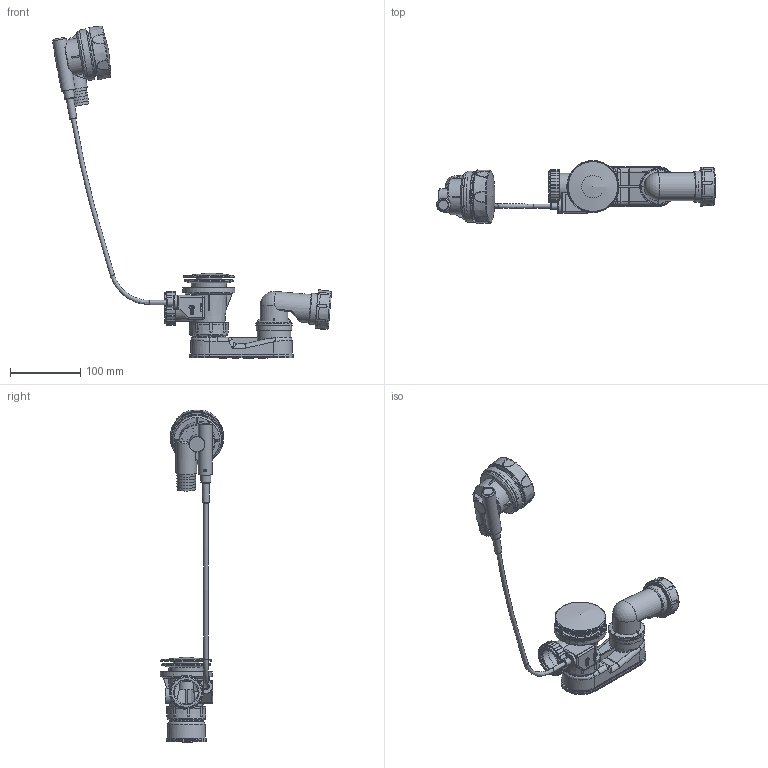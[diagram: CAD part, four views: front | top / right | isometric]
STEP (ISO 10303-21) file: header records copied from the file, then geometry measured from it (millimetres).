
FILE_DESCRIPTION(/* description */ ('Unknown'),/* implementation_level */ '2;1');
FILE_NAME(/* name */ 'P032',/* time_stamp */ '2022-12-13T08:05:37+01:00',/* author */ ('Unknown'),/* organization */ ('Unknown'),/* preprocessor_version */ 'ST-DEVELOPER v16.7',/* originating_system */ 'DEX',/* authorisation */ $);
FILE_SCHEMA (('AUTOMOTIVE_DESIGN {1 0 10303 214 3 1 1}'));
Length unit declared in the file: millimetre
Products named in the file (20): P032-00; P032-04; P032-12; P033-08; P032-01; P032-02; P032-002_oa_0; P032-06; P032-001_oa_1; 3; 14; cavetto; 2; 4; 1; P032-005_oa_2; 082366 - Tappo di chiusura sifone vasca PP_Ver. cliente; 082367 - Codolo curvo sifone vasca PP G1 1_2_Ver. Cliente; 080453 - Calotta 1 1_2; 082365 - Corpo sifone vasca PP vers. Calotta_Ver. Cliente
Assembly tree (20 placements, depth 3):
  P032-00
    P032-04
    P032-12
    P033-08
    P032-01
    P032-02
    P032-002_oa_0
      P032-06
    P032-001_oa_1
      3
      14
      cavetto
      2
      4
      1
    P032-005_oa_2
      082366 - Tappo di chiusura sifone vasca PP_Ver. cliente
      082367 - Codolo curvo sifone vasca PP G1 1_2_Ver. Cliente
      080453 - Calotta 1 1_2  x2
      082365 - Corpo sifone vasca PP vers. Calotta_Ver. Cliente
Bounding box: 395.66 x 90.02 x 471.05 mm (x, y, z)
Volume: 304579.4 mm3; surface area: 273003.9 mm2
Topology: 16 solids, 16 shells, 1942 faces, 5065 edges, 3184 vertices
Faces by surface type: plane 791, cylinder 528, bspline 282, torus 176, cone 96, sphere 69
Full cylindrical faces by diameter (mm): 2.5 x2, 2.55 x1, 6 x2, 8 x1, 9.18 x1, 10 x2, 11 x1, 11.8 x1, 13.5 x1, 14 x3, 14.7 x1, 17 x1, 19.784 x1, 19.929 x1, 21.5 x1, 22.004 x1, 22.7 x1, 23.084 x1, 23.8 x1, 27.112 x1, 29.47 x1, 33.5 x2, 34 x1, 36.25 x1, 36.4 x3, 36.5 x1, 37.4 x1, 37.5 x1, 39 x3, 39.6 x1
Entity records: 89308 total; most frequent: CARTESIAN_POINT 46578, ORIENTED_EDGE 9058, DIRECTION 8124, EDGE_CURVE 4529, AXIS2_PLACEMENT_3D 3109, VERTEX_POINT 2928, FACE_BOUND 2189, EDGE_LOOP 2188
